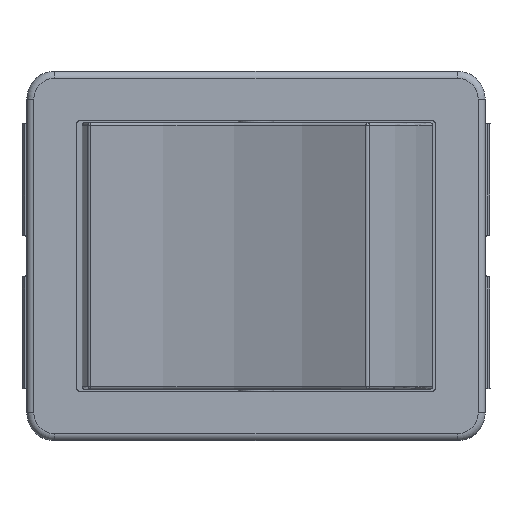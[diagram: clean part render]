
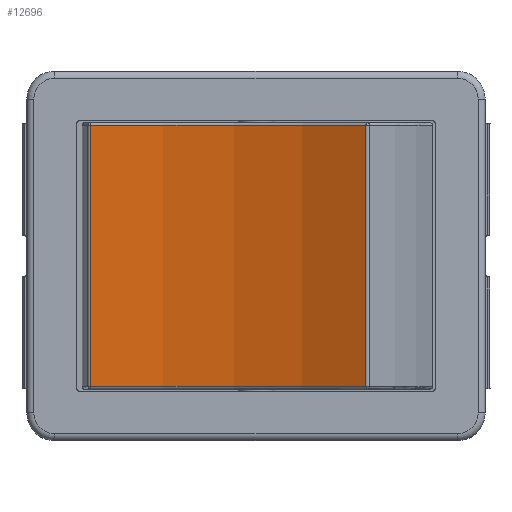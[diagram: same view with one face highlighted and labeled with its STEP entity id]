
A CAD part, top view. The second image highlights one B-rep face of the part: STEP entity #12696.
In plain terms, the highlighted cylindrical face has radius 35.8 mm (diameter 71.599 mm), a partial arc.
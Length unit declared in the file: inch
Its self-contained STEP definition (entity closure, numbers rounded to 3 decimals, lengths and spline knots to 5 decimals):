
#1150=FACE_OUTER_BOUND('',#1674,.T.);
#1674=EDGE_LOOP('',(#9387,#9388,#9389,#9390));
#2200=CIRCLE('',#13284,1.40943);
#2202=CIRCLE('',#13287,1.40943);
#2683=LINE('',#17430,#4067);
#2686=LINE('',#17448,#4070);
#4067=VECTOR('',#14535,0.3937);
#4070=VECTOR('',#14556,0.3937);
#5367=VERTEX_POINT('',#17416);
#5372=VERTEX_POINT('',#17426);
#5375=VERTEX_POINT('',#17436);
#5376=VERTEX_POINT('',#17440);
#7050=EDGE_CURVE('',#5367,#5372,#2683,.T.);
#7059=EDGE_CURVE('',#5376,#5375,#2686,.T.);
#7063=EDGE_CURVE('',#5372,#5376,#2200,.T.);
#7065=EDGE_CURVE('',#5375,#5367,#2202,.T.);
#9387=ORIENTED_EDGE('',*,*,#7059,.F.);
#9388=ORIENTED_EDGE('',*,*,#7063,.F.);
#9389=ORIENTED_EDGE('',*,*,#7050,.F.);
#9390=ORIENTED_EDGE('',*,*,#7065,.F.);
#12496=CYLINDRICAL_SURFACE('',#13303,1.40943);
#12696=ADVANCED_FACE('',(#1150),#12496,.F.);
#13284=AXIS2_PLACEMENT_3D('',#17467,#14565,#14566);
#13287=AXIS2_PLACEMENT_3D('',#17470,#14571,#14572);
#13303=AXIS2_PLACEMENT_3D('',#17527,#14604,#14605);
#14535=DIRECTION('',(0.,1.,0.));
#14556=DIRECTION('',(0.,-1.,0.));
#14565=DIRECTION('center_axis',(0.,-1.,0.));
#14566=DIRECTION('ref_axis',(0.259,0.,-0.966));
#14571=DIRECTION('center_axis',(0.,1.,0.));
#14572=DIRECTION('ref_axis',(0.259,0.,-0.966));
#14604=DIRECTION('center_axis',(0.,-1.,0.));
#14605=DIRECTION('ref_axis',(0.034,0.,0.999));
#17416=CARTESIAN_POINT('',(-0.46856,-0.37008,0.69267));
#17426=CARTESIAN_POINT('',(-0.46856,0.37008,0.69267));
#17430=CARTESIAN_POINT('',(-0.46856,0.,0.69267));
#17436=CARTESIAN_POINT('',(0.31161,-0.37008,0.90171));
#17440=CARTESIAN_POINT('',(0.31161,0.37008,0.90171));
#17448=CARTESIAN_POINT('',(0.31161,0.,0.90171));
#17467=CARTESIAN_POINT('Origin',(-0.42796,0.37008,2.10152));
#17470=CARTESIAN_POINT('Origin',(-0.42796,-0.37008,
2.10152));
#17527=CARTESIAN_POINT('Origin',(-0.42796,0.,
2.10152));
